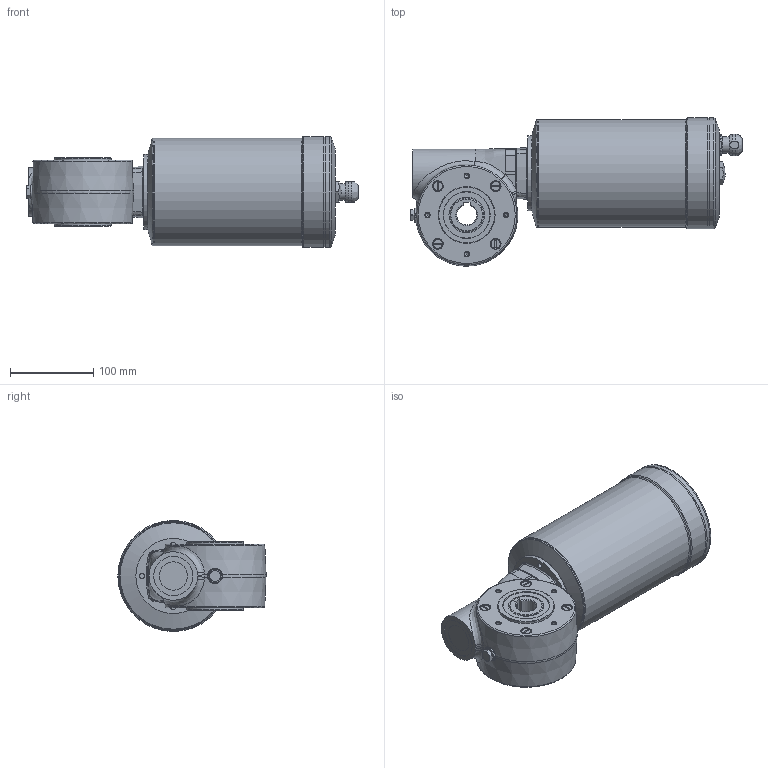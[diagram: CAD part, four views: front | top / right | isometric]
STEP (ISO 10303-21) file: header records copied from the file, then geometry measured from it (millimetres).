
FILE_DESCRIPTION( ( 'Unknown' ), '1' );
FILE_NAME( '3EAA6973A4399FC2CE1BDEABA7E4DE6F.3d.stp', 'Unknown', ( 'Unknown' ), ( 'Unknown' ), 'PSStep 10.1', 'Unknown', ' ' );
FILE_SCHEMA( ( 'AUTOMOTIVE_DESIGN { 1 0 10303 214 1 1 1 1 }' ) );
Length unit declared in the file: millimetre
Products named in the file (1): N508800
Bounding box: 398 x 177.72 x 133 mm (x, y, z)
Volume: 4034296.7 mm3; surface area: 202592.7 mm2
Topology: 1 solids, 11 shells, 432 faces, 1033 edges, 657 vertices
Faces by surface type: plane 155, cylinder 119, cone 89, bspline 39, torus 29, sphere 1
Full cylindrical faces by diameter (mm): 3.242 x2, 4.134 x8, 4.917 x22, 6 x8, 6.5 x4, 7 x1, 10 x4, 10.5 x4, 11 x1, 13.4 x1, 16.662 x1, 17 x1, 18 x1, 20 x1, 30 x1, 34 x1, 40 x1, 42.5 x2, 47 x1, 52 x1, 55 x1, 60 x1, 68 x2, 90 x1, 128.98 x1, 129 x2, 132.98 x2, 133 x3
Entity records: 19065 total; most frequent: CARTESIAN_POINT 7085, DIRECTION 1745, ORIENTED_EDGE 1542, EDGE_CURVE 771, AXIS2_PLACEMENT_3D 767, EDGE_LOOP 644, VERTEX_POINT 574, FACE_OUTER_BOUND 527
